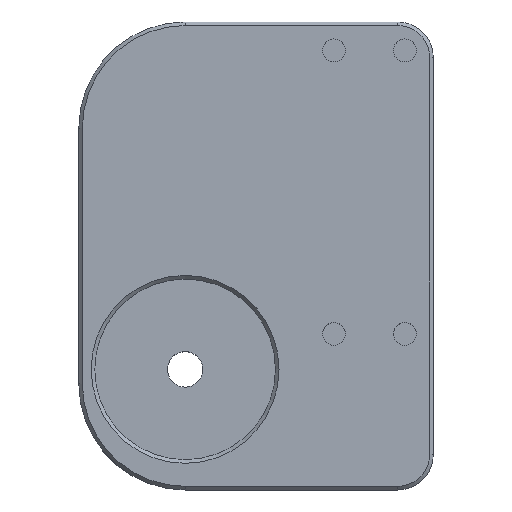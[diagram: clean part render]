
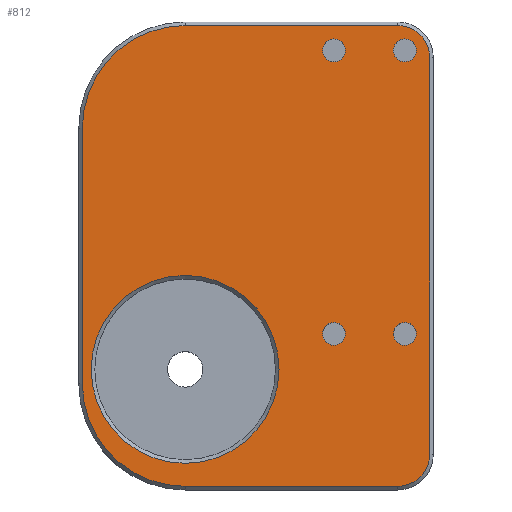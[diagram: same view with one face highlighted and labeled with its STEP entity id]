
A CAD part, top view. The second image highlights one B-rep face of the part: STEP entity #812.
In plain terms, the highlighted planar face has unit normal (0, 0, 1).
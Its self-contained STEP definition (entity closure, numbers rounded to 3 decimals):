
#40=CIRCLE('',#857,13.25);
#41=CIRCLE('',#858,4.5);
#42=CIRCLE('',#859,14.5);
#43=CIRCLE('',#860,14.5);
#44=CIRCLE('',#861,4.5);
#45=CIRCLE('',#862,1.621);
#46=CIRCLE('',#863,1.621);
#47=CIRCLE('',#864,1.621);
#48=CIRCLE('',#865,1.621);
#86=ORIENTED_EDGE('',*,*,#226,.T.);
#87=ORIENTED_EDGE('',*,*,#227,.T.);
#88=ORIENTED_EDGE('',*,*,#228,.T.);
#89=ORIENTED_EDGE('',*,*,#229,.T.);
#90=ORIENTED_EDGE('',*,*,#230,.T.);
#91=ORIENTED_EDGE('',*,*,#231,.T.);
#92=ORIENTED_EDGE('',*,*,#232,.T.);
#93=ORIENTED_EDGE('',*,*,#233,.T.);
#94=ORIENTED_EDGE('',*,*,#234,.T.);
#95=ORIENTED_EDGE('',*,*,#235,.T.);
#96=ORIENTED_EDGE('',*,*,#236,.T.);
#97=ORIENTED_EDGE('',*,*,#237,.T.);
#98=ORIENTED_EDGE('',*,*,#238,.T.);
#226=EDGE_CURVE('',#296,#296,#40,.F.);
#227=EDGE_CURVE('',#297,#298,#342,.T.);
#228=EDGE_CURVE('',#298,#299,#41,.T.);
#229=EDGE_CURVE('',#299,#300,#343,.T.);
#230=EDGE_CURVE('',#300,#301,#42,.T.);
#231=EDGE_CURVE('',#301,#302,#344,.T.);
#232=EDGE_CURVE('',#302,#303,#43,.T.);
#233=EDGE_CURVE('',#303,#304,#345,.T.);
#234=EDGE_CURVE('',#304,#297,#44,.T.);
#235=EDGE_CURVE('',#305,#305,#45,.T.);
#236=EDGE_CURVE('',#306,#306,#46,.T.);
#237=EDGE_CURVE('',#307,#307,#47,.T.);
#238=EDGE_CURVE('',#308,#308,#48,.T.);
#296=VERTEX_POINT('',#1140);
#297=VERTEX_POINT('',#1142);
#298=VERTEX_POINT('',#1143);
#299=VERTEX_POINT('',#1145);
#300=VERTEX_POINT('',#1147);
#301=VERTEX_POINT('',#1149);
#302=VERTEX_POINT('',#1151);
#303=VERTEX_POINT('',#1153);
#304=VERTEX_POINT('',#1155);
#305=VERTEX_POINT('',#1158);
#306=VERTEX_POINT('',#1160);
#307=VERTEX_POINT('',#1162);
#308=VERTEX_POINT('',#1164);
#342=LINE('',#1141,#382);
#343=LINE('',#1146,#383);
#344=LINE('',#1150,#384);
#345=LINE('',#1154,#385);
#382=VECTOR('',#951,1000.);
#383=VECTOR('',#954,1000.);
#384=VECTOR('',#957,1000.);
#385=VECTOR('',#960,1000.);
#410=EDGE_LOOP('',(#86));
#411=EDGE_LOOP('',(#87,#88,#89,#90,#91,#92,#93,#94));
#412=EDGE_LOOP('',(#95));
#413=EDGE_LOOP('',(#96));
#414=EDGE_LOOP('',(#97));
#415=EDGE_LOOP('',(#98));
#464=FACE_BOUND('',#410,.T.);
#465=FACE_BOUND('',#411,.T.);
#466=FACE_BOUND('',#412,.T.);
#467=FACE_BOUND('',#413,.T.);
#468=FACE_BOUND('',#414,.T.);
#469=FACE_BOUND('',#415,.T.);
#518=PLANE('',#856);
#812=ADVANCED_FACE('',(#464,#465,#466,#467,#468,#469),#518,.T.);
#856=AXIS2_PLACEMENT_3D('',#1138,#947,#948);
#857=AXIS2_PLACEMENT_3D('',#1139,#949,#950);
#858=AXIS2_PLACEMENT_3D('',#1144,#952,#953);
#859=AXIS2_PLACEMENT_3D('',#1148,#955,#956);
#860=AXIS2_PLACEMENT_3D('',#1152,#958,#959);
#861=AXIS2_PLACEMENT_3D('',#1156,#961,#962);
#862=AXIS2_PLACEMENT_3D('',#1157,#963,#964);
#863=AXIS2_PLACEMENT_3D('',#1159,#965,#966);
#864=AXIS2_PLACEMENT_3D('',#1161,#967,#968);
#865=AXIS2_PLACEMENT_3D('',#1163,#969,#970);
#947=DIRECTION('',(0.,0.,1.));
#948=DIRECTION('',(1.,0.,0.));
#949=DIRECTION('',(0.,0.,1.));
#950=DIRECTION('',(1.,0.,0.));
#951=DIRECTION('',(0.,1.,0.));
#952=DIRECTION('',(0.,0.,1.));
#953=DIRECTION('',(1.,0.,0.));
#954=DIRECTION('',(-1.,0.,0.));
#955=DIRECTION('',(0.,0.,1.));
#956=DIRECTION('',(1.,0.,0.));
#957=DIRECTION('',(0.,-1.,0.));
#958=DIRECTION('',(0.,0.,1.));
#959=DIRECTION('',(1.,0.,0.));
#960=DIRECTION('',(1.,0.,0.));
#961=DIRECTION('',(0.,0.,1.));
#962=DIRECTION('',(1.,0.,0.));
#963=DIRECTION('',(0.,0.,-1.));
#964=DIRECTION('',(0.,-1.,0.));
#965=DIRECTION('',(0.,0.,-1.));
#966=DIRECTION('',(0.,-1.,0.));
#967=DIRECTION('',(0.,0.,-1.));
#968=DIRECTION('',(0.,-1.,0.));
#969=DIRECTION('',(0.,0.,-1.));
#970=DIRECTION('',(0.,-1.,0.));
#1138=CARTESIAN_POINT('',(0.,0.,12.));
#1139=CARTESIAN_POINT('',(-10.,-16.,12.));
#1140=CARTESIAN_POINT('',(3.25,-16.,12.));
#1141=CARTESIAN_POINT('',(24.5,28.,12.));
#1142=CARTESIAN_POINT('',(24.5,-28.,12.));
#1143=CARTESIAN_POINT('',(24.5,28.,12.));
#1144=CARTESIAN_POINT('',(20.,28.,12.));
#1145=CARTESIAN_POINT('',(20.,32.5,12.));
#1146=CARTESIAN_POINT('',(-10.,32.5,12.));
#1147=CARTESIAN_POINT('',(-10.,32.5,12.));
#1148=CARTESIAN_POINT('',(-10.,18.,12.));
#1149=CARTESIAN_POINT('',(-24.5,18.,12.));
#1150=CARTESIAN_POINT('',(-24.5,-18.,12.));
#1151=CARTESIAN_POINT('',(-24.5,-18.,12.));
#1152=CARTESIAN_POINT('',(-10.,-18.,12.));
#1153=CARTESIAN_POINT('',(-10.,-32.5,12.));
#1154=CARTESIAN_POINT('',(20.,-32.5,12.));
#1155=CARTESIAN_POINT('',(20.,-32.5,12.));
#1156=CARTESIAN_POINT('',(20.,-28.,12.));
#1157=CARTESIAN_POINT('',(21.,-11.,12.));
#1158=CARTESIAN_POINT('',(21.,-12.621,12.));
#1159=CARTESIAN_POINT('',(11.,-11.,12.));
#1160=CARTESIAN_POINT('',(11.,-12.621,12.));
#1161=CARTESIAN_POINT('',(21.,29.,12.));
#1162=CARTESIAN_POINT('',(21.,27.379,12.));
#1163=CARTESIAN_POINT('',(11.,29.,12.));
#1164=CARTESIAN_POINT('',(11.,27.379,12.));
